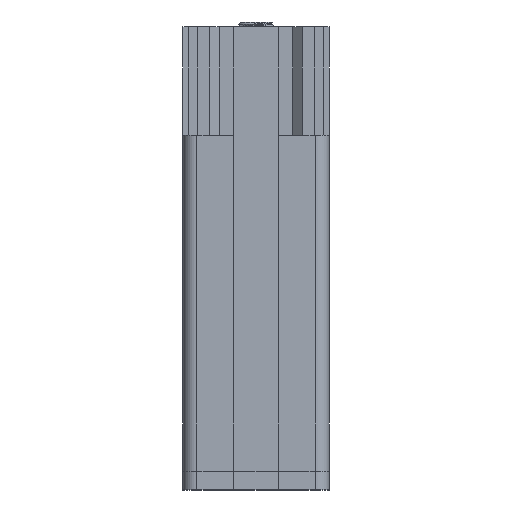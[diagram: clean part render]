
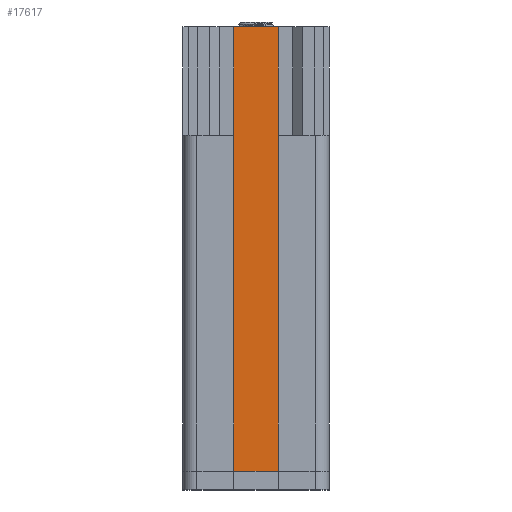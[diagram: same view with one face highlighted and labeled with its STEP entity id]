
A CAD part, front view. The second image highlights one B-rep face of the part: STEP entity #17617.
In plain terms, the highlighted planar face has unit normal (0, -1, 0).
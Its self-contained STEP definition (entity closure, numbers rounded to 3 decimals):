
#1643=PLANE('',#19276);
#2560=FACE_OUTER_BOUND('',#3495,.T.);
#3495=EDGE_LOOP('',(#16217,#16218,#16219,#16220,#16221,#16222));
#4717=LINE('',#37430,#6067);
#4813=LINE('',#37622,#6163);
#4815=LINE('',#37626,#6165);
#4816=LINE('',#37628,#6166);
#4817=LINE('',#37630,#6167);
#4818=LINE('',#37631,#6168);
#6067=VECTOR('',#23613,10.);
#6163=VECTOR('',#23777,10.);
#6165=VECTOR('',#23781,10.);
#6166=VECTOR('',#23782,10.);
#6167=VECTOR('',#23783,10.);
#6168=VECTOR('',#23784,10.);
#8317=VERTEX_POINT('',#37426);
#8319=VERTEX_POINT('',#37429);
#8381=VERTEX_POINT('',#37621);
#8382=VERTEX_POINT('',#37625);
#8383=VERTEX_POINT('',#37627);
#8384=VERTEX_POINT('',#37629);
#10923=EDGE_CURVE('',#8319,#8317,#4717,.T.);
#11019=EDGE_CURVE('',#8319,#8381,#4813,.T.);
#11021=EDGE_CURVE('',#8317,#8382,#4815,.T.);
#11022=EDGE_CURVE('',#8382,#8383,#4816,.T.);
#11023=EDGE_CURVE('',#8384,#8383,#4817,.T.);
#11024=EDGE_CURVE('',#8381,#8384,#4818,.T.);
#16217=ORIENTED_EDGE('',*,*,#10923,.T.);
#16218=ORIENTED_EDGE('',*,*,#11021,.T.);
#16219=ORIENTED_EDGE('',*,*,#11022,.T.);
#16220=ORIENTED_EDGE('',*,*,#11023,.F.);
#16221=ORIENTED_EDGE('',*,*,#11024,.F.);
#16222=ORIENTED_EDGE('',*,*,#11019,.F.);
#17617=ADVANCED_FACE('',(#2560),#1643,.T.);
#19276=AXIS2_PLACEMENT_3D('',#37624,#23779,#23780);
#23613=DIRECTION('',(-1.,0.,0.));
#23777=DIRECTION('',(0.,0.,-1.));
#23779=DIRECTION('center_axis',(0.,-1.,0.));
#23780=DIRECTION('ref_axis',(-1.,0.,0.));
#23781=DIRECTION('',(0.,0.,-1.));
#23782=DIRECTION('',(0.,0.,-1.));
#23783=DIRECTION('',(-1.,0.,0.));
#23784=DIRECTION('',(0.,0.,-1.));
#37426=CARTESIAN_POINT('',(230.25,-282.95,-83.));
#37429=CARTESIAN_POINT('',(239.75,-282.95,-83.));
#37430=CARTESIAN_POINT('',(237.375,-282.95,-83.));
#37621=CARTESIAN_POINT('',(239.75,-282.95,-106.));
#37622=CARTESIAN_POINT('',(239.75,-282.95,-71.));
#37624=CARTESIAN_POINT('Origin',(239.75,-282.95,-106.));
#37625=CARTESIAN_POINT('',(230.25,-282.95,-106.));
#37626=CARTESIAN_POINT('',(230.25,-282.95,-71.));
#37627=CARTESIAN_POINT('',(230.25,-282.95,-177.));
#37628=CARTESIAN_POINT('',(230.25,-282.95,-106.));
#37629=CARTESIAN_POINT('',(239.75,-282.95,-177.));
#37630=CARTESIAN_POINT('',(230.25,-282.95,-177.));
#37631=CARTESIAN_POINT('',(239.75,-282.95,-106.));
